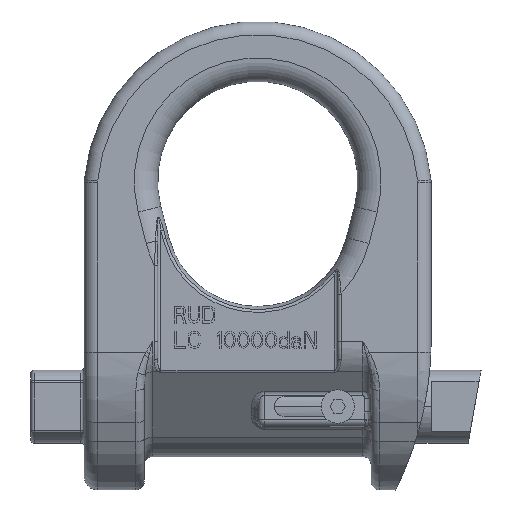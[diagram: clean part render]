
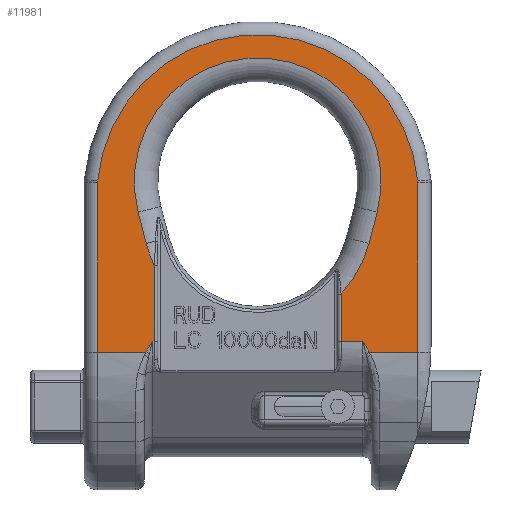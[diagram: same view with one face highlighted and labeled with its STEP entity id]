
A CAD part, top view. The second image highlights one B-rep face of the part: STEP entity #11981.
In plain terms, the highlighted planar face has unit normal (0, 0, 1).
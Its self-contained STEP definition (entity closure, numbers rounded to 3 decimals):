
#2=DIRECTION('',(1.,0.,0.));
#3=VECTOR('',#2,0.5);
#4=CARTESIAN_POINT('',(-31.5,-47.952,8.5));
#5=LINE('',#4,#3);
#6=DIRECTION('',(0.,-1.,0.));
#7=VECTOR('',#6,50.814);
#8=CARTESIAN_POINT('',(-48.,-0.421,8.5));
#9=LINE('',#8,#7);
#10=CARTESIAN_POINT('',(-42.,-0.421,8.5));
#11=DIRECTION('',(0.,0.,1.));
#12=DIRECTION('',(-0.996,0.089,0.));
#13=AXIS2_PLACEMENT_3D('',#10,#11,#12);
#15=CARTESIAN_POINT('',(0.,-4.167,8.5));
#16=DIRECTION('',(0.,0.,1.));
#17=DIRECTION('',(0.996,0.089,0.));
#18=AXIS2_PLACEMENT_3D('',#15,#16,#17);
#20=CARTESIAN_POINT('',(42.,-0.421,8.5));
#21=DIRECTION('',(0.,0.,1.));
#22=DIRECTION('',(1.,0.,0.));
#23=AXIS2_PLACEMENT_3D('',#20,#21,#22);
#25=DIRECTION('',(0.,1.,0.));
#26=VECTOR('',#25,50.814);
#27=CARTESIAN_POINT('',(48.,-51.235,8.5));
#28=LINE('',#27,#26);
#29=DIRECTION('',(1.,0.,0.));
#30=VECTOR('',#29,6.5);
#31=CARTESIAN_POINT('',(25.,-47.952,8.5));
#32=LINE('',#31,#30);
#33=DIRECTION('',(0.,-1.,0.));
#34=VECTOR('',#33,14.177);
#35=CARTESIAN_POINT('',(25.,-33.775,8.5));
#36=LINE('',#35,#34);
#37=CARTESIAN_POINT('',(0.,-10.,8.5));
#38=DIRECTION('',(0.,0.,-1.));
#39=DIRECTION('',(0.968,-0.25,0.));
#40=AXIS2_PLACEMENT_3D('',#37,#38,#39);
#42=DIRECTION('',(-0.25,-0.968,0.));
#43=VECTOR('',#42,9.682);
#44=CARTESIAN_POINT('',(35.825,-9.25,8.5));
#45=LINE('',#44,#43);
#46=CARTESIAN_POINT('',(0.,0.,8.5));
#47=DIRECTION('',(0.,0.,-1.));
#48=DIRECTION('',(-0.968,-0.25,0.));
#49=AXIS2_PLACEMENT_3D('',#46,#47,#48);
#51=DIRECTION('',(-0.25,0.968,0.));
#52=VECTOR('',#51,9.682);
#53=CARTESIAN_POINT('',(-33.404,-18.625,8.5));
#54=LINE('',#53,#52);
#55=CARTESIAN_POINT('',(0.,-10.,8.5));
#56=DIRECTION('',(0.,0.,-1.));
#57=DIRECTION('',(-0.899,-0.439,0.));
#58=AXIS2_PLACEMENT_3D('',#55,#56,#57);
#60=DIRECTION('',(0.,1.,0.));
#61=VECTOR('',#60,22.811);
#62=CARTESIAN_POINT('',(-31.,-47.952,8.5));
#63=LINE('',#62,#61);
#113=CARTESIAN_POINT('',(33.515,-51.235,8.5));
#114=CARTESIAN_POINT('',(33.292,-50.847,8.5));
#115=CARTESIAN_POINT('',(32.84,-50.09,8.5));
#116=CARTESIAN_POINT('',(32.176,-49.02,8.5));
#117=CARTESIAN_POINT('',(31.724,-48.306,8.5));
#118=CARTESIAN_POINT('',(31.5,-47.952,8.5));
#156=DIRECTION('',(1.,0.,0.));
#157=VECTOR('',#156,14.485);
#158=CARTESIAN_POINT('',(33.515,-51.235,8.5));
#159=LINE('',#158,#157);
#417=DIRECTION('',(1.,0.,0.));
#418=VECTOR('',#417,14.485);
#419=CARTESIAN_POINT('',(-48.,-51.235,8.5));
#420=LINE('',#419,#418);
#464=CARTESIAN_POINT('',(-31.5,-47.952,8.5));
#465=CARTESIAN_POINT('',(-31.724,-48.306,8.5));
#466=CARTESIAN_POINT('',(-32.175,-49.02,8.5));
#467=CARTESIAN_POINT('',(-32.84,-50.09,8.5));
#468=CARTESIAN_POINT('',(-33.292,-50.847,8.5));
#469=CARTESIAN_POINT('',(-33.515,-51.235,8.5));
#2219=CARTESIAN_POINT('',(-31.,-25.141,
8.5));
#11117=CARTESIAN_POINT('',(35.825,-9.25,8.5));
#11119=VERTEX_POINT('',#11117);
#11121=CARTESIAN_POINT('',(-35.825,-9.25,8.5));
#11123=VERTEX_POINT('',#11121);
#11125=CARTESIAN_POINT('',(-33.404,-18.625,8.5));
#11126=VERTEX_POINT('',#11125);
#11127=CARTESIAN_POINT('',(33.404,-18.625,8.5));
#11128=VERTEX_POINT('',#11127);
#11141=CARTESIAN_POINT('',(47.976,0.112,8.5));
#11142=CARTESIAN_POINT('',(-47.976,0.112,8.5));
#11143=VERTEX_POINT('',#11141);
#11144=VERTEX_POINT('',#11142);
#11161=CARTESIAN_POINT('',(-48.,-0.421,8.5));
#11162=CARTESIAN_POINT('',(-48.,-51.235,8.5));
#11163=VERTEX_POINT('',#11161);
#11164=VERTEX_POINT('',#11162);
#11225=CARTESIAN_POINT('',(48.,-51.235,8.5));
#11226=CARTESIAN_POINT('',(48.,-0.421,8.5));
#11227=VERTEX_POINT('',#11225);
#11228=VERTEX_POINT('',#11226);
#11265=VERTEX_POINT('',#2219);
#11267=CARTESIAN_POINT('',(-31.,-47.952,8.5));
#11268=VERTEX_POINT('',#11267);
#11285=CARTESIAN_POINT('',(25.,-47.952,8.5));
#11287=VERTEX_POINT('',#11285);
#11289=CARTESIAN_POINT('',(25.,-33.775,8.5));
#11290=VERTEX_POINT('',#11289);
#11310=CARTESIAN_POINT('',(33.515,-51.235,8.5));
#11312=VERTEX_POINT('',#11310);
#11314=CARTESIAN_POINT('',(-33.515,-51.235,
8.5));
#11316=VERTEX_POINT('',#11314);
#11326=CARTESIAN_POINT('',(31.5,-47.952,8.5));
#11328=VERTEX_POINT('',#11326);
#11375=CARTESIAN_POINT('',(-31.5,-47.952,8.5));
#11376=VERTEX_POINT('',#11375);
#11938=CARTESIAN_POINT('',(0.,0.,8.5));
#11939=DIRECTION('',(0.,0.,1.));
#11940=DIRECTION('',(1.,0.,0.));
#11941=AXIS2_PLACEMENT_3D('',#11938,#11939,#11940);
#11942=PLANE('',#11941);
#11944=ORIENTED_EDGE('',*,*,#11943,.F.);
#11946=ORIENTED_EDGE('',*,*,#11945,.T.);
#11948=ORIENTED_EDGE('',*,*,#11947,.F.);
#11950=ORIENTED_EDGE('',*,*,#11949,.F.);
#11952=ORIENTED_EDGE('',*,*,#11951,.F.);
#11954=ORIENTED_EDGE('',*,*,#11953,.F.);
#11956=ORIENTED_EDGE('',*,*,#11955,.F.);
#11958=ORIENTED_EDGE('',*,*,#11957,.F.);
#11960=ORIENTED_EDGE('',*,*,#11959,.F.);
#11962=ORIENTED_EDGE('',*,*,#11961,.T.);
#11964=ORIENTED_EDGE('',*,*,#11963,.F.);
#11966=ORIENTED_EDGE('',*,*,#11965,.F.);
#11968=ORIENTED_EDGE('',*,*,#11967,.F.);
#11970=ORIENTED_EDGE('',*,*,#11969,.F.);
#11972=ORIENTED_EDGE('',*,*,#11971,.F.);
#11974=ORIENTED_EDGE('',*,*,#11973,.F.);
#11976=ORIENTED_EDGE('',*,*,#11975,.F.);
#11978=ORIENTED_EDGE('',*,*,#11977,.F.);
#11979=EDGE_LOOP('',(#11944,#11946,#11948,#11950,#11952,#11954,#11956,#11958,
#11960,#11962,#11964,#11966,#11968,#11970,#11972,#11974,#11976,#11978));
#11980=FACE_OUTER_BOUND('',#11979,.F.);
#11981=ADVANCED_FACE('',(#11980),#11942,.T.);
#14=CIRCLE('',#13,6.);
#19=CIRCLE('',#18,48.167);
#24=CIRCLE('',#23,6.);
#41=CIRCLE('',#40,34.5);
#50=CIRCLE('',#49,37.);
#59=CIRCLE('',#58,34.5);
#119=B_SPLINE_CURVE_WITH_KNOTS('',3,(#113,#114,#115,#116,#117,#118),
.UNSPECIFIED.,.F.,.F.,(4,1,1,4),(0.,0.333,0.667,1.),
.UNSPECIFIED.);
#470=B_SPLINE_CURVE_WITH_KNOTS('',3,(#464,#465,#466,#467,#468,#469),
.UNSPECIFIED.,.F.,.F.,(4,1,1,4),(0.,0.333,0.667,1.),
.UNSPECIFIED.);
#11943=EDGE_CURVE('',#11376,#11268,#5,.T.);
#11945=EDGE_CURVE('',#11376,#11316,#470,.T.);
#11947=EDGE_CURVE('',#11164,#11316,#420,.T.);
#11949=EDGE_CURVE('',#11163,#11164,#9,.T.);
#11951=EDGE_CURVE('',#11144,#11163,#14,.T.);
#11953=EDGE_CURVE('',#11143,#11144,#19,.T.);
#11955=EDGE_CURVE('',#11228,#11143,#24,.T.);
#11957=EDGE_CURVE('',#11227,#11228,#28,.T.);
#11959=EDGE_CURVE('',#11312,#11227,#159,.T.);
#11961=EDGE_CURVE('',#11312,#11328,#119,.T.);
#11963=EDGE_CURVE('',#11287,#11328,#32,.T.);
#11965=EDGE_CURVE('',#11290,#11287,#36,.T.);
#11967=EDGE_CURVE('',#11128,#11290,#41,.T.);
#11969=EDGE_CURVE('',#11119,#11128,#45,.T.);
#11971=EDGE_CURVE('',#11123,#11119,#50,.T.);
#11973=EDGE_CURVE('',#11126,#11123,#54,.T.);
#11975=EDGE_CURVE('',#11265,#11126,#59,.T.);
#11977=EDGE_CURVE('',#11268,#11265,#63,.T.);
